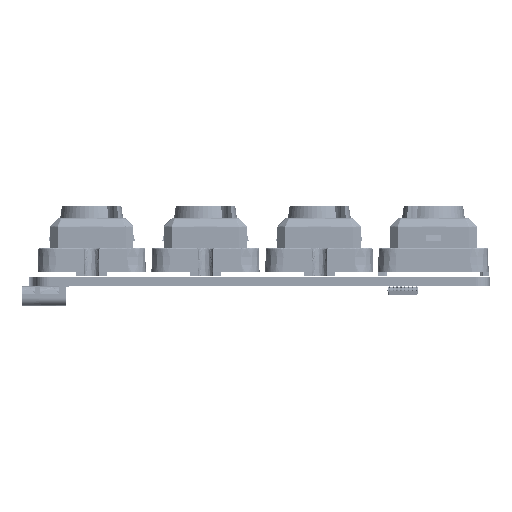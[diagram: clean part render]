
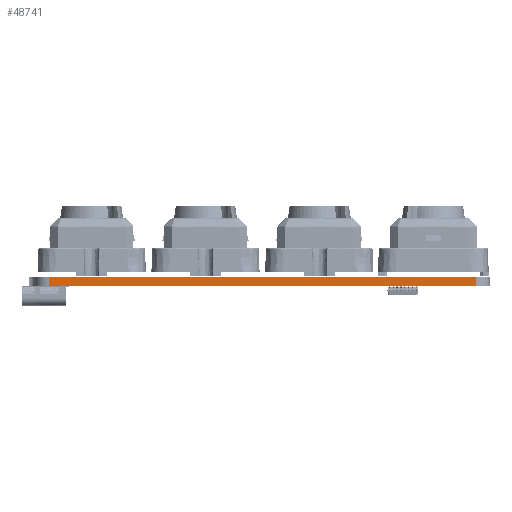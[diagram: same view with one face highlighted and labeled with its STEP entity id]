
A CAD part, left-side view. The second image highlights one B-rep face of the part: STEP entity #48741.
In plain terms, the highlighted planar face has unit normal (-1, 0, 0).
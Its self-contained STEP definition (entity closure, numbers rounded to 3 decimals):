
#45306 = PLANE('',#45307);
#45307 = AXIS2_PLACEMENT_3D('',#45308,#45309,#45310);
#45308 = CARTESIAN_POINT('',(-0.178,-0.417,1.59));
#45309 = DIRECTION('',(-0.,-0.,-1.));
#45310 = DIRECTION('',(-1.,0.,0.));
#45360 = PLANE('',#45361);
#45361 = AXIS2_PLACEMENT_3D('',#45362,#45363,#45364);
#45362 = CARTESIAN_POINT('',(-0.178,-0.417,0.));
#45363 = DIRECTION('',(-0.,-0.,-1.));
#45364 = DIRECTION('',(-1.,0.,0.));
#45634 = VERTEX_POINT('',#45635);
#45635 = CARTESIAN_POINT('',(-121.443,-36.219,0.));
#45654 = CYLINDRICAL_SURFACE('',#45655,2.381);
#45655 = AXIS2_PLACEMENT_3D('',#45656,#45657,#45658);
#45656 = CARTESIAN_POINT('',(-119.062,-36.219,0.));
#45657 = DIRECTION('',(-0.,-0.,-1.));
#45658 = DIRECTION('',(1.,0.,-0.));
#45666 = EDGE_CURVE('',#45634,#45667,#45669,.T.);
#45667 = VERTEX_POINT('',#45668);
#45668 = CARTESIAN_POINT('',(-121.444,35.219,0.));
#45669 = SURFACE_CURVE('',#45670,(#45674,#45681),.PCURVE_S1.);
#45670 = LINE('',#45671,#45672);
#45671 = CARTESIAN_POINT('',(-121.443,-36.219,0.));
#45672 = VECTOR('',#45673,1.);
#45673 = DIRECTION('',(0.,1.,0.));
#45674 = PCURVE('',#45360,#45675);
#45675 = DEFINITIONAL_REPRESENTATION('',(#45676),#45680);
#45676 = LINE('',#45677,#45678);
#45677 = CARTESIAN_POINT('',(121.265,-35.801));
#45678 = VECTOR('',#45679,1.);
#45679 = DIRECTION('',(0.,1.));
#45680 = ( GEOMETRIC_REPRESENTATION_CONTEXT(2) 
PARAMETRIC_REPRESENTATION_CONTEXT() REPRESENTATION_CONTEXT('2D SPACE',''
  ) );
#45681 = PCURVE('',#45682,#45687);
#45682 = PLANE('',#45683);
#45683 = AXIS2_PLACEMENT_3D('',#45684,#45685,#45686);
#45684 = CARTESIAN_POINT('',(-121.443,-36.219,0.));
#45685 = DIRECTION('',(-1.,0.,0.));
#45686 = DIRECTION('',(0.,1.,0.));
#45687 = DEFINITIONAL_REPRESENTATION('',(#45688),#45692);
#45688 = LINE('',#45689,#45690);
#45689 = CARTESIAN_POINT('',(0.,0.));
#45690 = VECTOR('',#45691,1.);
#45691 = DIRECTION('',(1.,0.));
#45692 = ( GEOMETRIC_REPRESENTATION_CONTEXT(2) 
PARAMETRIC_REPRESENTATION_CONTEXT() REPRESENTATION_CONTEXT('2D SPACE',''
  ) );
#45715 = CYLINDRICAL_SURFACE('',#45716,2.381);
#45716 = AXIS2_PLACEMENT_3D('',#45717,#45718,#45719);
#45717 = CARTESIAN_POINT('',(-119.063,35.219,0.));
#45718 = DIRECTION('',(-0.,-0.,-1.));
#45719 = DIRECTION('',(1.,0.,-0.));
#47219 = VERTEX_POINT('',#47220);
#47220 = CARTESIAN_POINT('',(-121.443,-36.219,1.59));
#47246 = EDGE_CURVE('',#47219,#47247,#47249,.T.);
#47247 = VERTEX_POINT('',#47248);
#47248 = CARTESIAN_POINT('',(-121.444,35.219,1.59));
#47249 = SURFACE_CURVE('',#47250,(#47254,#47261),.PCURVE_S1.);
#47250 = LINE('',#47251,#47252);
#47251 = CARTESIAN_POINT('',(-121.443,-36.219,1.59));
#47252 = VECTOR('',#47253,1.);
#47253 = DIRECTION('',(0.,1.,0.));
#47254 = PCURVE('',#45306,#47255);
#47255 = DEFINITIONAL_REPRESENTATION('',(#47256),#47260);
#47256 = LINE('',#47257,#47258);
#47257 = CARTESIAN_POINT('',(121.265,-35.801));
#47258 = VECTOR('',#47259,1.);
#47259 = DIRECTION('',(0.,1.));
#47260 = ( GEOMETRIC_REPRESENTATION_CONTEXT(2) 
PARAMETRIC_REPRESENTATION_CONTEXT() REPRESENTATION_CONTEXT('2D SPACE',''
  ) );
#47261 = PCURVE('',#45682,#47262);
#47262 = DEFINITIONAL_REPRESENTATION('',(#47263),#47267);
#47263 = LINE('',#47264,#47265);
#47264 = CARTESIAN_POINT('',(0.,-1.59));
#47265 = VECTOR('',#47266,1.);
#47266 = DIRECTION('',(1.,0.));
#47267 = ( GEOMETRIC_REPRESENTATION_CONTEXT(2) 
PARAMETRIC_REPRESENTATION_CONTEXT() REPRESENTATION_CONTEXT('2D SPACE',''
  ) );
#48691 = EDGE_CURVE('',#45634,#47219,#48692,.T.);
#48692 = SURFACE_CURVE('',#48693,(#48697,#48704),.PCURVE_S1.);
#48693 = LINE('',#48694,#48695);
#48694 = CARTESIAN_POINT('',(-121.443,-36.219,0.));
#48695 = VECTOR('',#48696,1.);
#48696 = DIRECTION('',(0.,0.,1.));
#48697 = PCURVE('',#45654,#48698);
#48698 = DEFINITIONAL_REPRESENTATION('',(#48699),#48703);
#48699 = LINE('',#48700,#48701);
#48700 = CARTESIAN_POINT('',(-3.141,0.));
#48701 = VECTOR('',#48702,1.);
#48702 = DIRECTION('',(-0.,-1.));
#48703 = ( GEOMETRIC_REPRESENTATION_CONTEXT(2) 
PARAMETRIC_REPRESENTATION_CONTEXT() REPRESENTATION_CONTEXT('2D SPACE',''
  ) );
#48704 = PCURVE('',#45682,#48705);
#48705 = DEFINITIONAL_REPRESENTATION('',(#48706),#48710);
#48706 = LINE('',#48707,#48708);
#48707 = CARTESIAN_POINT('',(0.,0.));
#48708 = VECTOR('',#48709,1.);
#48709 = DIRECTION('',(0.,-1.));
#48710 = ( GEOMETRIC_REPRESENTATION_CONTEXT(2) 
PARAMETRIC_REPRESENTATION_CONTEXT() REPRESENTATION_CONTEXT('2D SPACE',''
  ) );
#48720 = EDGE_CURVE('',#45667,#47247,#48721,.T.);
#48721 = SURFACE_CURVE('',#48722,(#48726,#48733),.PCURVE_S1.);
#48722 = LINE('',#48723,#48724);
#48723 = CARTESIAN_POINT('',(-121.444,35.219,0.));
#48724 = VECTOR('',#48725,1.);
#48725 = DIRECTION('',(0.,0.,1.));
#48726 = PCURVE('',#45715,#48727);
#48727 = DEFINITIONAL_REPRESENTATION('',(#48728),#48732);
#48728 = LINE('',#48729,#48730);
#48729 = CARTESIAN_POINT('',(-3.142,0.));
#48730 = VECTOR('',#48731,1.);
#48731 = DIRECTION('',(-0.,-1.));
#48732 = ( GEOMETRIC_REPRESENTATION_CONTEXT(2) 
PARAMETRIC_REPRESENTATION_CONTEXT() REPRESENTATION_CONTEXT('2D SPACE',''
  ) );
#48733 = PCURVE('',#45682,#48734);
#48734 = DEFINITIONAL_REPRESENTATION('',(#48735),#48739);
#48735 = LINE('',#48736,#48737);
#48736 = CARTESIAN_POINT('',(71.438,0.));
#48737 = VECTOR('',#48738,1.);
#48738 = DIRECTION('',(0.,-1.));
#48739 = ( GEOMETRIC_REPRESENTATION_CONTEXT(2) 
PARAMETRIC_REPRESENTATION_CONTEXT() REPRESENTATION_CONTEXT('2D SPACE',''
  ) );
#48741 = ADVANCED_FACE('',(#48742),#45682,.T.);
#48742 = FACE_BOUND('',#48743,.T.);
#48743 = EDGE_LOOP('',(#48744,#48745,#48746,#48747));
#48744 = ORIENTED_EDGE('',*,*,#48691,.T.);
#48745 = ORIENTED_EDGE('',*,*,#47246,.T.);
#48746 = ORIENTED_EDGE('',*,*,#48720,.F.);
#48747 = ORIENTED_EDGE('',*,*,#45666,.F.);
